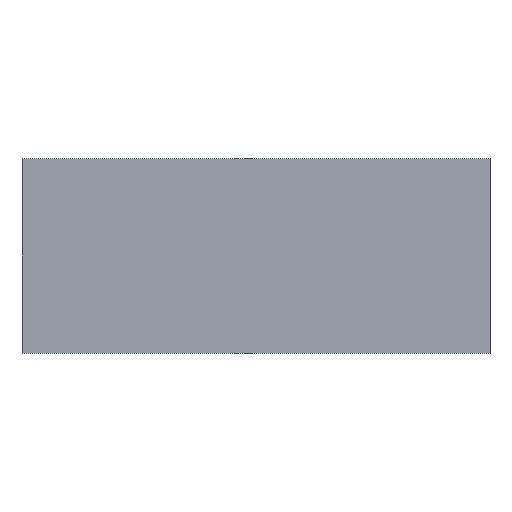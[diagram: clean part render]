
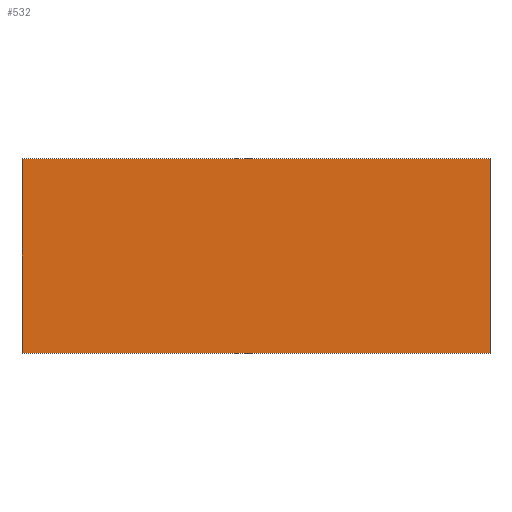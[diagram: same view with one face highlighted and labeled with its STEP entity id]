
A CAD part, front view. The second image highlights one B-rep face of the part: STEP entity #532.
In plain terms, the highlighted planar face has unit normal (0, -1, 0).
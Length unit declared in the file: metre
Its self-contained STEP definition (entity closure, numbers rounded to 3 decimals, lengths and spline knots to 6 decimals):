
#84=ORIENTED_EDGE('',*,*,#215,.F.);
#85=ORIENTED_EDGE('',*,*,#191,.F.);
#86=ORIENTED_EDGE('',*,*,#216,.T.);
#87=ORIENTED_EDGE('',*,*,#200,.T.);
#191=EDGE_CURVE('',#259,#260,#311,.T.);
#200=EDGE_CURVE('',#266,#265,#320,.T.);
#215=EDGE_CURVE('',#260,#265,#335,.T.);
#216=EDGE_CURVE('',#259,#266,#336,.T.);
#259=VERTEX_POINT('',#945);
#260=VERTEX_POINT('',#947);
#265=VERTEX_POINT('',#962);
#266=VERTEX_POINT('',#964);
#311=LINE('',#946,#383);
#320=LINE('',#963,#392);
#335=LINE('',#989,#407);
#336=LINE('',#990,#408);
#383=VECTOR('',#795,1.);
#392=VECTOR('',#808,1.);
#407=VECTOR('',#825,1.);
#408=VECTOR('',#826,1.);
#428=EDGE_LOOP('',(#84,#85,#86,#87));
#454=FACE_BOUND('',#428,.T.);
#480=PLANE('',#728);
#532=ADVANCED_FACE('Face appearance 1',(#454),#480,.T.);
#728=AXIS2_PLACEMENT_3D('',#988,#823,#824);
#795=DIRECTION('',(0.,0.,-1.));
#808=DIRECTION('',(0.,0.,-1.));
#823=DIRECTION('',(0.,-1.,0.));
#824=DIRECTION('',(0.,0.,-1.));
#825=DIRECTION('',(-1.,0.,0.));
#826=DIRECTION('',(-1.,0.,0.));
#945=CARTESIAN_POINT('',(0.007225,-0.007225,0.006));
#946=CARTESIAN_POINT('',(0.007225,-0.007225,0.006));
#947=CARTESIAN_POINT('',(0.007225,-0.007225,0.));
#962=CARTESIAN_POINT('',(-0.007225,-0.007225,0.));
#963=CARTESIAN_POINT('',(-0.007225,-0.007225,0.006));
#964=CARTESIAN_POINT('',(-0.007225,-0.007225,0.006));
#988=CARTESIAN_POINT('',(0.,-0.007225,0.006));
#989=CARTESIAN_POINT('',(0.,-0.007225,0.));
#990=CARTESIAN_POINT('',(0.,-0.007225,0.006));
